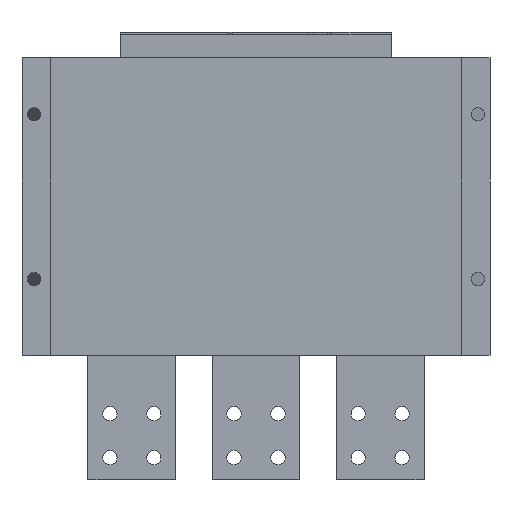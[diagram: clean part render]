
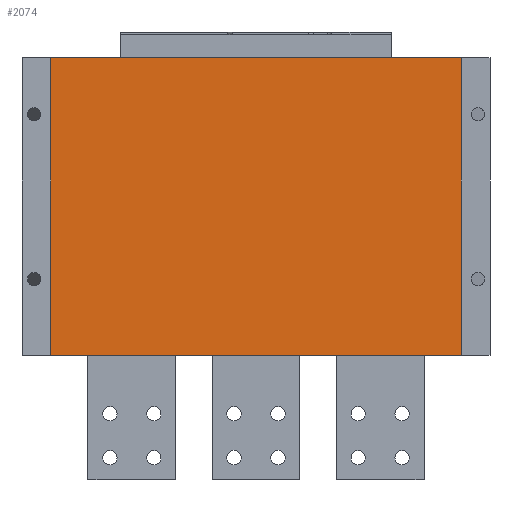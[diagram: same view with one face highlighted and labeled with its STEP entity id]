
A CAD part, front view. The second image highlights one B-rep face of the part: STEP entity #2074.
In plain terms, the highlighted planar face has unit normal (0, -1, 0).
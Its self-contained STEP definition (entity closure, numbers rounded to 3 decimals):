
#180 = AXIS2_PLACEMENT_3D ( 'NONE', #8818, #905, #18828 ) ;
#905 = DIRECTION ( 'NONE',  ( 0., -1., 0. ) ) ;
#1208 = ORIENTED_EDGE ( 'NONE', *, *, #7075, .F. ) ;
#2074 = ADVANCED_FACE ( 'NONE', ( #16279 ), #2843, .T. ) ;
#2201 = CARTESIAN_POINT ( 'NONE',  ( -187., 0., -271. ) ) ;
#2215 = VERTEX_POINT ( 'NONE', #11071 ) ;
#2546 = ORIENTED_EDGE ( 'NONE', *, *, #11362, .T. ) ;
#2833 = LINE ( 'NONE', #16356, #8633 ) ;
#2843 = PLANE ( 'NONE',  #180 ) ;
#3536 = ORIENTED_EDGE ( 'NONE', *, *, #13665, .T. ) ;
#4999 = CARTESIAN_POINT ( 'NONE',  ( 187., 0., 0. ) ) ;
#6222 = EDGE_LOOP ( 'NONE', ( #1208, #16361, #2546, #3536 ) ) ;
#6543 = DIRECTION ( 'NONE',  ( 0., 0., 1. ) ) ;
#7075 = EDGE_CURVE ( 'NONE', #2215, #13186, #2833, .T. ) ;
#7992 = VECTOR ( 'NONE', #15448, 1000. ) ;
#8633 = VECTOR ( 'NONE', #16470, 1000. ) ;
#8818 = CARTESIAN_POINT ( 'NONE',  ( 187., 0., -271. ) ) ;
#10582 = LINE ( 'NONE', #16730, #7992 ) ;
#11071 = CARTESIAN_POINT ( 'NONE',  ( -187., 0., 0. ) ) ;
#11132 = DIRECTION ( 'NONE',  ( 1., 0., 0. ) ) ;
#11362 = EDGE_CURVE ( 'NONE', #12353, #13145, #18183, .T. ) ;
#12353 = VERTEX_POINT ( 'NONE', #2201 ) ;
#13145 = VERTEX_POINT ( 'NONE', #15376 ) ;
#13186 = VERTEX_POINT ( 'NONE', #4999 ) ;
#13627 = EDGE_CURVE ( 'NONE', #12353, #2215, #10582, .T. ) ;
#13665 = EDGE_CURVE ( 'NONE', #13145, #13186, #15647, .T. ) ;
#14367 = CARTESIAN_POINT ( 'NONE',  ( 187., 0., -271. ) ) ;
#15342 = CARTESIAN_POINT ( 'NONE',  ( 187., 0., -271. ) ) ;
#15376 = CARTESIAN_POINT ( 'NONE',  ( 187., 0., -271. ) ) ;
#15448 = DIRECTION ( 'NONE',  ( 0., 0., 1. ) ) ;
#15647 = LINE ( 'NONE', #14367, #19258 ) ;
#16279 = FACE_OUTER_BOUND ( 'NONE', #6222, .T. ) ;
#16356 = CARTESIAN_POINT ( 'NONE',  ( 187., 0., 0. ) ) ;
#16361 = ORIENTED_EDGE ( 'NONE', *, *, #13627, .F. ) ;
#16470 = DIRECTION ( 'NONE',  ( 1., 0., 0. ) ) ;
#16730 = CARTESIAN_POINT ( 'NONE',  ( -187., 0., -271. ) ) ;
#18183 = LINE ( 'NONE', #15342, #19289 ) ;
#18828 = DIRECTION ( 'NONE',  ( 1., 0., 0. ) ) ;
#19258 = VECTOR ( 'NONE', #6543, 1000. ) ;
#19289 = VECTOR ( 'NONE', #11132, 1000. ) ;
